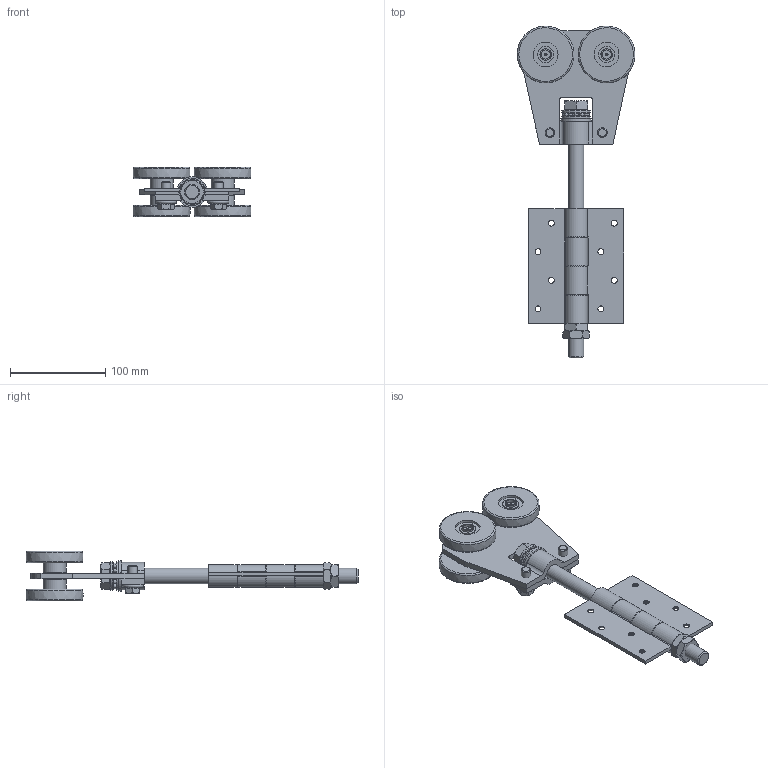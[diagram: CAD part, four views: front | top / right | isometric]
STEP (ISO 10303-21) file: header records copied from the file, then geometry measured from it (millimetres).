
FILE_DESCRIPTION(/* description */ (''),/* implementation_level */ '2;1');
FILE_NAME(/* name */ '9562.stp',/* time_stamp */ '2022-10-26T14:02:55+02:00',/* author */ ('SIMMETF'),/* organization */ (''),/* preprocessor_version */ 'ST-DEVELOPER v18.1',/* originating_system */ 'Autodesk Inventor 2021',/* authorisation */ '');
FILE_SCHEMA (('AUTOMOTIVE_DESIGN { 1 0 10303 214 3 1 1 }'));
Length unit declared in the file: millimetre
Products named in the file (3): Ensemble4; 9562 sans charniere2; 15232
Assembly tree (3 placements, depth 2):
  Ensemble4
    9562 sans charniere2
    15232  x2
Bounding box: 123.69 x 348.49 x 52 mm (x, y, z)
Volume: 359576.5 mm3; surface area: 140569.3 mm2
Topology: 21 solids, 21 shells, 372 faces, 875 edges, 576 vertices
Faces by surface type: plane 201, cylinder 92, cone 31, bspline 22, torus 14, sphere 12
Full cylindrical faces by diameter (mm): 6.2 x8, 8.376 x2, 9.5 x4, 10 x2, 10.1 x2, 11.8 x4, 12 x4, 12.2 x4, 13.835 x2, 16 x1, 17 x10, 18 x1, 22.5 x1, 24 x4, 26 x8, 30 x2, 32 x1
Entity records: 11131 total; most frequent: CARTESIAN_POINT 2705, DIRECTION 1651, ORIENTED_EDGE 1594, EDGE_CURVE 797, AXIS2_PLACEMENT_3D 642, VERTEX_POINT 528, EDGE_LOOP 449, LINE 367
